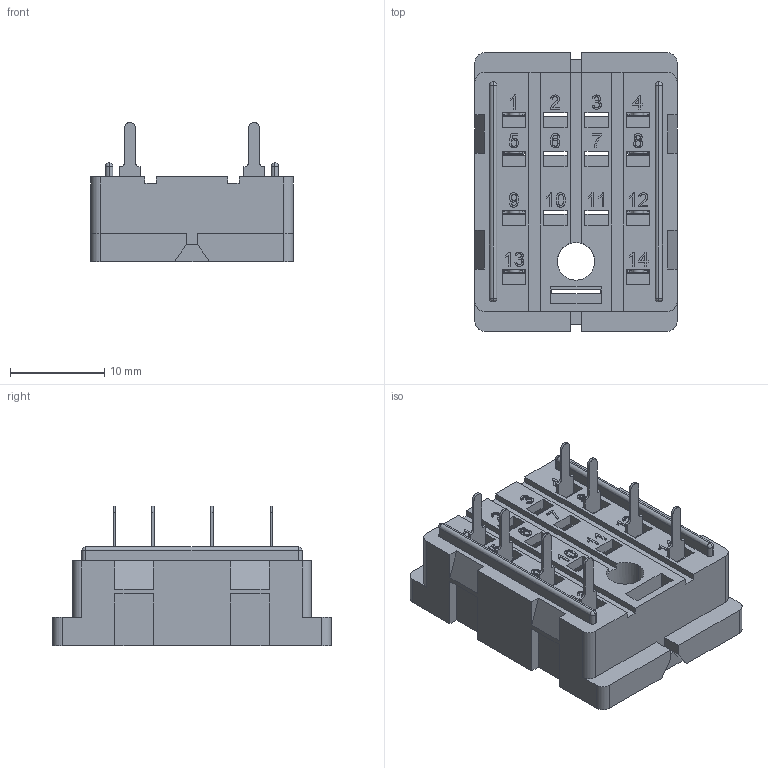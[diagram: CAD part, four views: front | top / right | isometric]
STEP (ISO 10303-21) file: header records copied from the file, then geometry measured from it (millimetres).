
FILE_DESCRIPTION (( 'STEP AP214' ), '1' );
FILE_NAME ('SU4_2D.STEP', '2014-10-03T09:05:05', ( '' ), ( '' ), 'SwSTEP 2.0', 'SolidWorks 2012', '' );
FILE_SCHEMA (( 'AUTOMOTIVE_DESIGN' ));
Length unit declared in the file: millimetre
Products named in the file (1): SU4_2D
Bounding box: 21.5 x 29.6 x 14.8 mm (x, y, z)
Volume: 3641 mm3; surface area: 5433.4 mm2
Topology: 1 solids, 1 shells, 853 faces, 2366 edges, 1540 vertices
Faces by surface type: plane 641, bspline 126, cylinder 78, sphere 8
Entity records: 42736 total; most frequent: CARTESIAN_POINT 12342, ORIENTED_EDGE 4716, DIRECTION 3724, EDGE_CURVE 2358, VECTOR 1944, LINE 1944, VERTEX_POINT 1540, EDGE_LOOP 918
